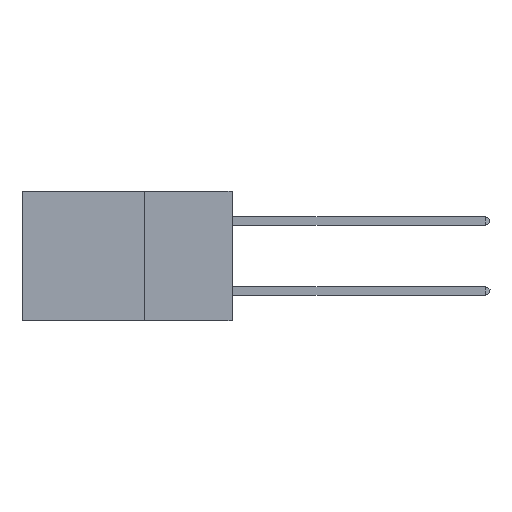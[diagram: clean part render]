
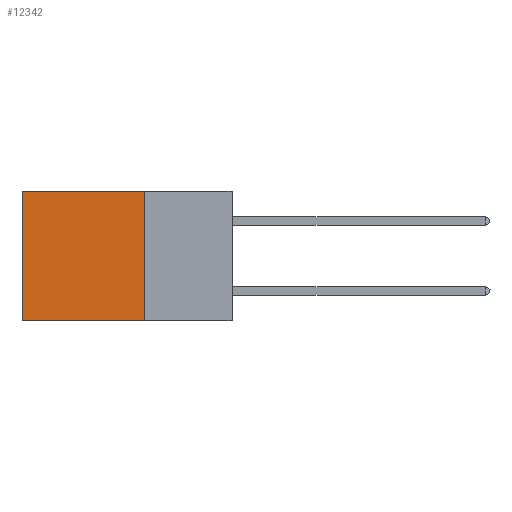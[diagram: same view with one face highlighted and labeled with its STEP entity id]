
A CAD part, left-side view. The second image highlights one B-rep face of the part: STEP entity #12342.
In plain terms, the highlighted planar face has unit normal (-1, 0, 0).
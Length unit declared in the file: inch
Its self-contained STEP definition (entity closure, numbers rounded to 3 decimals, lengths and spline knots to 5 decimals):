
#490 = CARTESIAN_POINT ( 'NONE',  ( 0.2875, 0.25, 0. ) ) ;
#1062 = VECTOR ( 'NONE', #7643, 39.37008 ) ;
#1567 = VERTEX_POINT ( 'NONE', #11467 ) ;
#1645 = EDGE_LOOP ( 'NONE', ( #10445, #4598, #8425, #7729 ) ) ;
#2324 = CARTESIAN_POINT ( 'NONE',  ( 0.2875, 0.25, 0. ) ) ;
#2581 = LINE ( 'NONE', #490, #6189 ) ;
#4598 = ORIENTED_EDGE ( 'NONE', *, *, #16026, .F. ) ;
#4805 = FACE_OUTER_BOUND ( 'NONE', #1645, .T. ) ;
#4923 = CARTESIAN_POINT ( 'NONE',  ( 0.2875, 0.25, -0.37 ) ) ;
#5029 = DIRECTION ( 'NONE',  ( 0., 1., 0. ) ) ;
#5063 = DIRECTION ( 'NONE',  ( 0., 0., -1. ) ) ;
#5470 = EDGE_CURVE ( 'NONE', #8174, #1567, #2581, .T. ) ;
#6189 = VECTOR ( 'NONE', #5029, 39.37008 ) ;
#6728 = DIRECTION ( 'NONE',  ( 1., 0., 0. ) ) ;
#7631 = EDGE_CURVE ( 'NONE', #8174, #18432, #11695, .T. ) ;
#7643 = DIRECTION ( 'NONE',  ( 0., 1., 0. ) ) ;
#7729 = ORIENTED_EDGE ( 'NONE', *, *, #5470, .T. ) ;
#7876 = VECTOR ( 'NONE', #16222, 39.37008 ) ;
#8174 = VERTEX_POINT ( 'NONE', #12544 ) ;
#8425 = ORIENTED_EDGE ( 'NONE', *, *, #7631, .F. ) ;
#8485 = VECTOR ( 'NONE', #14916, 39.37008 ) ;
#8928 = CARTESIAN_POINT ( 'NONE',  ( 0.2875, 0.25, 0. ) ) ;
#9743 = VERTEX_POINT ( 'NONE', #9825 ) ;
#9825 = CARTESIAN_POINT ( 'NONE',  ( 0.2875, 0.6, -0.37 ) ) ;
#10445 = ORIENTED_EDGE ( 'NONE', *, *, #17487, .T. ) ;
#10530 = CARTESIAN_POINT ( 'NONE',  ( 0.2875, 0.25, -0.37 ) ) ;
#11467 = CARTESIAN_POINT ( 'NONE',  ( 0.2875, 0.6, 0. ) ) ;
#11695 = LINE ( 'NONE', #8928, #7876 ) ;
#12342 = ADVANCED_FACE ( 'NONE', ( #4805 ), #16555, .F. ) ;
#12544 = CARTESIAN_POINT ( 'NONE',  ( 0.2875, 0.25, 0. ) ) ;
#13129 = AXIS2_PLACEMENT_3D ( 'NONE', #2324, #6728, #5063 ) ;
#14916 = DIRECTION ( 'NONE',  ( 0., 0., -1. ) ) ;
#16026 = EDGE_CURVE ( 'NONE', #18432, #9743, #17147, .T. ) ;
#16222 = DIRECTION ( 'NONE',  ( 0., 0., -1. ) ) ;
#16365 = CARTESIAN_POINT ( 'NONE',  ( 0.2875, 0.6, 0. ) ) ;
#16494 = LINE ( 'NONE', #16365, #8485 ) ;
#16555 = PLANE ( 'NONE',  #13129 ) ;
#17147 = LINE ( 'NONE', #4923, #1062 ) ;
#17487 = EDGE_CURVE ( 'NONE', #1567, #9743, #16494, .T. ) ;
#18432 = VERTEX_POINT ( 'NONE', #10530 ) ;
